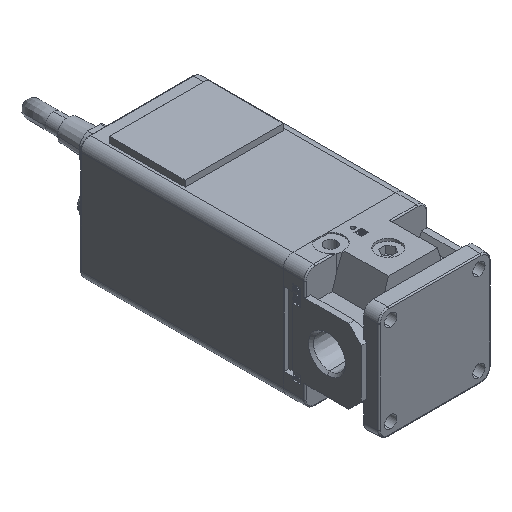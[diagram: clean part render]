
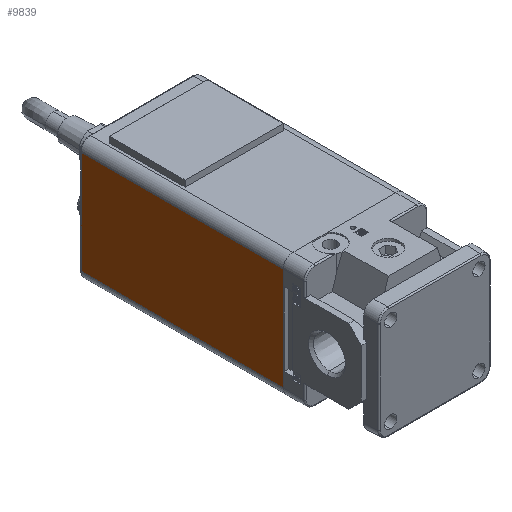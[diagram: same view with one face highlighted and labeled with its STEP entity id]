
A CAD part, isometric view. The second image highlights one B-rep face of the part: STEP entity #9839.
In plain terms, the highlighted planar face has unit normal (-1, 0, 0).
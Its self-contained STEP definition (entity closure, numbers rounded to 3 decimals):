
#36 = AXIS2_PLACEMENT_3D ( 'NONE', #21060, #25495, #12250 ) ;
#1119 = PLANE ( 'NONE',  #36 ) ;
#1504 = DIRECTION ( 'NONE',  ( 0., -1., 0. ) ) ;
#2457 = LINE ( 'NONE', #17002, #13538 ) ;
#2567 = CARTESIAN_POINT ( 'NONE',  ( -25., 114.4, 21. ) ) ;
#2936 = ORIENTED_EDGE ( 'NONE', *, *, #26456, .T. ) ;
#4215 = DIRECTION ( 'NONE',  ( 0., 0., -1. ) ) ;
#4625 = LINE ( 'NONE', #26517, #15000 ) ;
#4641 = CARTESIAN_POINT ( 'NONE',  ( -25., 31.9, 21. ) ) ;
#5215 = CARTESIAN_POINT ( 'NONE',  ( -25., 31.9, -25. ) ) ;
#7460 = DIRECTION ( 'NONE',  ( 0., 0., 1. ) ) ;
#9227 = VERTEX_POINT ( 'NONE', #20995 ) ;
#9839 = ADVANCED_FACE ( 'NONE', ( #24932 ), #1119, .F. ) ;
#10272 = EDGE_LOOP ( 'NONE', ( #14256, #18830, #24716, #2936 ) ) ;
#11654 = EDGE_CURVE ( 'NONE', #22100, #21043, #12761, .T. ) ;
#12250 = DIRECTION ( 'NONE',  ( 0., 0., -1. ) ) ;
#12761 = LINE ( 'NONE', #20456, #23803 ) ;
#13538 = VECTOR ( 'NONE', #1504, 1000. ) ;
#14256 = ORIENTED_EDGE ( 'NONE', *, *, #11654, .T. ) ;
#14768 = VECTOR ( 'NONE', #7460, 1000. ) ;
#15000 = VECTOR ( 'NONE', #4215, 1000. ) ;
#17002 = CARTESIAN_POINT ( 'NONE',  ( -25., 114.9, -21. ) ) ;
#18830 = ORIENTED_EDGE ( 'NONE', *, *, #19390, .T. ) ;
#19390 = EDGE_CURVE ( '����1', #21043, #9227, #4625, .T. ) ;
#20146 = EDGE_CURVE ( 'NONE', #9227, #21192, #2457, .T. ) ;
#20456 = CARTESIAN_POINT ( 'NONE',  ( -25., 114.9, 21. ) ) ;
#20623 = LINE ( 'NONE', #5215, #14768 ) ;
#20995 = CARTESIAN_POINT ( 'NONE',  ( -25., 114.4, -21. ) ) ;
#21043 = VERTEX_POINT ( 'NONE', #2567 ) ;
#21060 = CARTESIAN_POINT ( 'NONE',  ( -25., 114.9, -25. ) ) ;
#21192 = VERTEX_POINT ( 'NONE', #25250 ) ;
#22100 = VERTEX_POINT ( 'NONE', #4641 ) ;
#22713 = DIRECTION ( 'NONE',  ( 0., 1., 0. ) ) ;
#23803 = VECTOR ( 'NONE', #22713, 1000. ) ;
#24716 = ORIENTED_EDGE ( 'NONE', *, *, #20146, .T. ) ;
#24932 = FACE_OUTER_BOUND ( 'NONE', #10272, .T. ) ;
#25250 = CARTESIAN_POINT ( 'NONE',  ( -25., 31.9, -21. ) ) ;
#25495 = DIRECTION ( 'NONE',  ( 1., 0., 0. ) ) ;
#26456 = EDGE_CURVE ( 'NONE', #21192, #22100, #20623, .T. ) ;
#26517 = CARTESIAN_POINT ( 'NONE',  ( -25., 114.4, -21. ) ) ;
